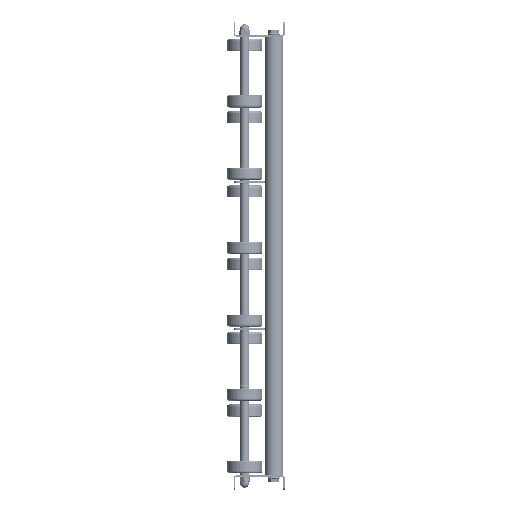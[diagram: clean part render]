
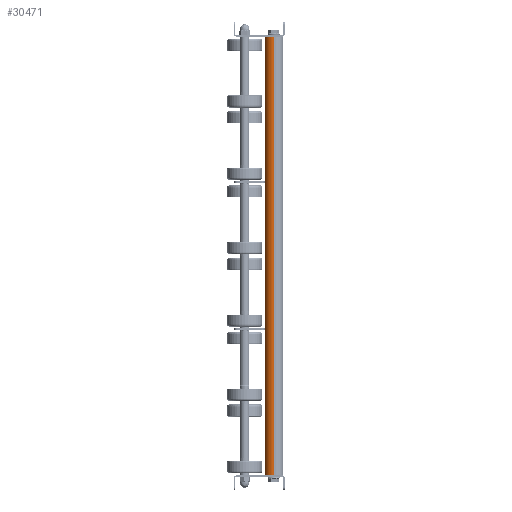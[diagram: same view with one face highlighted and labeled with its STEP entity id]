
A CAD part, left-side view. The second image highlights one B-rep face of the part: STEP entity #30471.
In plain terms, the highlighted cylindrical face has radius 12.5 mm (diameter 25 mm), a partial arc.
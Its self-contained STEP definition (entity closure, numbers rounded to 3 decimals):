
#1698 = FACE_OUTER_BOUND ( 'NONE', #27841, .T. ) ;
#2935 = AXIS2_PLACEMENT_3D ( 'NONE', #31229, #16584, #28524 ) ;
#3176 = CIRCLE ( 'NONE', #16157, 12.5 ) ;
#3938 = EDGE_CURVE ( 'NONE', #12579, #27121, #8155, .T. ) ;
#4358 = DIRECTION ( 'NONE',  ( 0., 0., -1. ) ) ;
#4426 = DIRECTION ( 'NONE',  ( 0., 0., -1. ) ) ;
#5678 = VERTEX_POINT ( 'NONE', #12336 ) ;
#6678 = DIRECTION ( 'NONE',  ( 1., 0., 0. ) ) ;
#7142 = CIRCLE ( 'NONE', #37271, 12.5 ) ;
#8155 = LINE ( 'NONE', #20320, #28940 ) ;
#8683 = EDGE_CURVE ( 'NONE', #15457, #5678, #18983, .T. ) ;
#8960 = ORIENTED_EDGE ( 'NONE', *, *, #19769, .T. ) ;
#9950 = CARTESIAN_POINT ( 'NONE',  ( 1., 0., 0. ) ) ;
#12336 = CARTESIAN_POINT ( 'NONE',  ( 1., 0., -12.5 ) ) ;
#12579 = VERTEX_POINT ( 'NONE', #21204 ) ;
#13405 = VECTOR ( 'NONE', #28212, 1000. ) ;
#15457 = VERTEX_POINT ( 'NONE', #16034 ) ;
#16034 = CARTESIAN_POINT ( 'NONE',  ( 599., 0., -12.5 ) ) ;
#16157 = AXIS2_PLACEMENT_3D ( 'NONE', #31046, #18933, #4426 ) ;
#16584 = DIRECTION ( 'NONE',  ( -1., 0., 0. ) ) ;
#18933 = DIRECTION ( 'NONE',  ( -1., 0., 0. ) ) ;
#18983 = LINE ( 'NONE', #19358, #13405 ) ;
#19358 = CARTESIAN_POINT ( 'NONE',  ( 600., 0., -12.5 ) ) ;
#19769 = EDGE_CURVE ( 'NONE', #12579, #15457, #3176, .T. ) ;
#20176 = ORIENTED_EDGE ( 'NONE', *, *, #3938, .F. ) ;
#20320 = CARTESIAN_POINT ( 'NONE',  ( 600., 0., 12.5 ) ) ;
#21204 = CARTESIAN_POINT ( 'NONE',  ( 599., 0., 12.5 ) ) ;
#25725 = DIRECTION ( 'NONE',  ( -1., 0., 0. ) ) ;
#27121 = VERTEX_POINT ( 'NONE', #31780 ) ;
#27841 = EDGE_LOOP ( 'NONE', ( #8960, #32488, #28509, #20176 ) ) ;
#28212 = DIRECTION ( 'NONE',  ( -1., 0., 0. ) ) ;
#28378 = EDGE_CURVE ( 'NONE', #5678, #27121, #7142, .T. ) ;
#28509 = ORIENTED_EDGE ( 'NONE', *, *, #28378, .T. ) ;
#28524 = DIRECTION ( 'NONE',  ( 0., 0., 1. ) ) ;
#28940 = VECTOR ( 'NONE', #25725, 1000. ) ;
#30471 = ADVANCED_FACE ( 'NONE', ( #1698 ), #37364, .T. ) ;
#31046 = CARTESIAN_POINT ( 'NONE',  ( 599., 0., 0. ) ) ;
#31229 = CARTESIAN_POINT ( 'NONE',  ( 600., 0., 0. ) ) ;
#31780 = CARTESIAN_POINT ( 'NONE',  ( 1., 0., 12.5 ) ) ;
#32488 = ORIENTED_EDGE ( 'NONE', *, *, #8683, .T. ) ;
#37271 = AXIS2_PLACEMENT_3D ( 'NONE', #9950, #6678, #4358 ) ;
#37364 = CYLINDRICAL_SURFACE ( 'NONE', #2935, 12.5 ) ;
